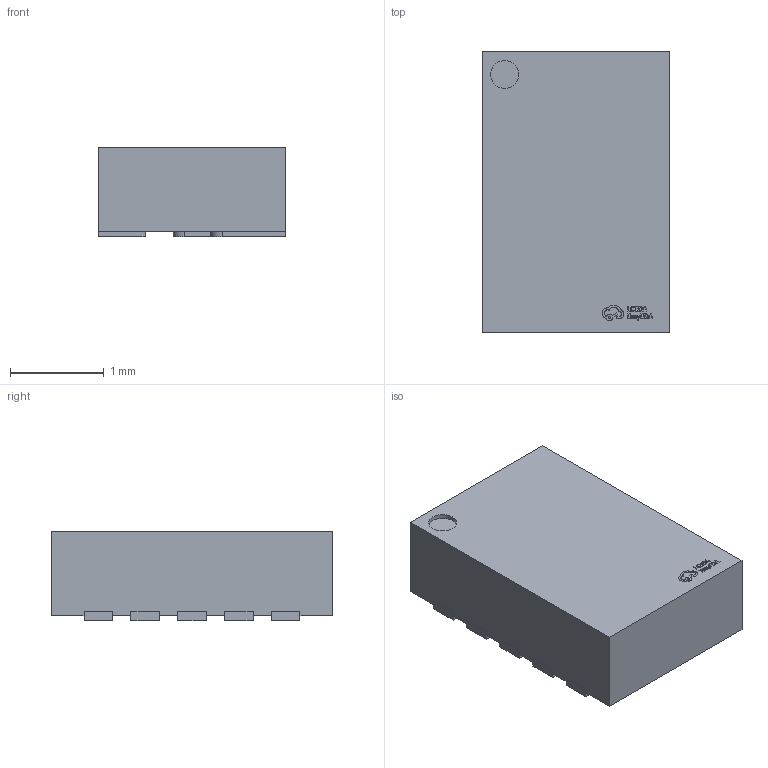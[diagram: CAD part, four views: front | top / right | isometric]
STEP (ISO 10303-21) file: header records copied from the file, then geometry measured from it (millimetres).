
FILE_DESCRIPTION (( 'STEP AP214' ), '1' );
FILE_NAME ('VSON-10_L3.0-W2.0-P0.50-TL.step', '2022-07-26T09:30:14', ( '' ), ( '' ), 'SwSTEP 2.0', 'SolidWorks 2020', '' );
FILE_SCHEMA (( 'AUTOMOTIVE_DESIGN' ));
Length unit declared in the file: millimetre
Products named in the file (1): VSON-10_L3.0-W2.0-P0.50-TL
Bounding box: 2 x 3 x 0.95 mm (x, y, z)
Volume: 5.5 mm3; surface area: 27.9 mm2
Topology: 24 solids, 24 shells, 435 faces, 1137 edges, 758 vertices
Faces by surface type: plane 285, bspline 112, cylinder 38
Entity records: 19509 total; most frequent: CARTESIAN_POINT 4435, ORIENTED_EDGE 2274, DIRECTION 1633, EDGE_CURVE 1137, LINE 833, VECTOR 833, VERTEX_POINT 758, UNCERTAINTY_MEASURE_WITH_UNIT 461
